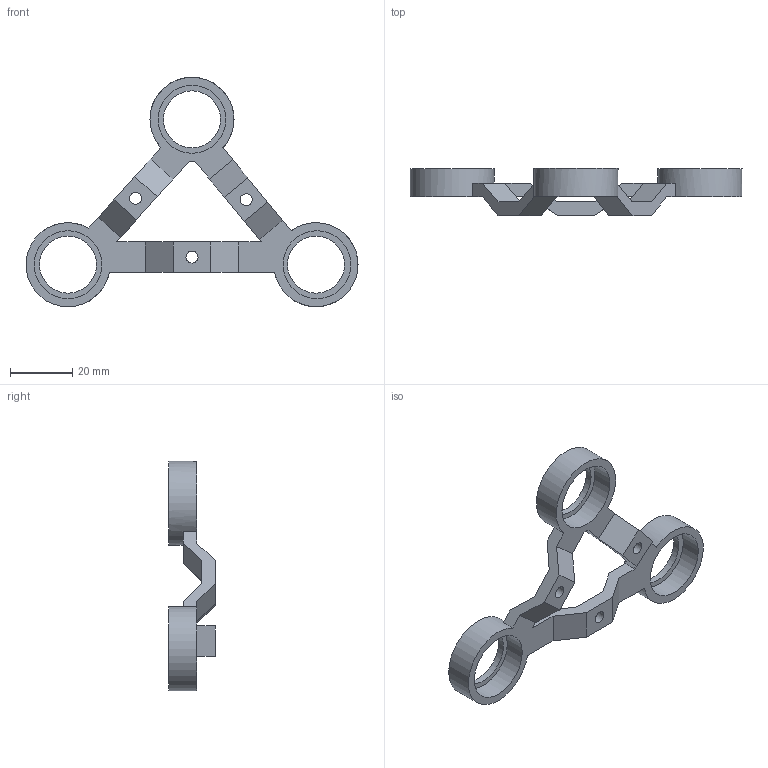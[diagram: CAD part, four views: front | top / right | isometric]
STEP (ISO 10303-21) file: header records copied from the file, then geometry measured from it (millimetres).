
FILE_DESCRIPTION(/* description */ (''),/* implementation_level */ '2;1');
FILE_NAME(/* name */ 'bearing-linkage.step',/* time_stamp */ '2021-12-03T11:30:32-05:00',/* author */ (''),/* organization */ (''),/* preprocessor_version */ 'ST-DEVELOPER v18.1',/* originating_system */ 'Autodesk Translation Framework v10.10.0.1391',/* authorisation */ '');
FILE_SCHEMA (('AUTOMOTIVE_DESIGN { 1 0 10303 214 3 1 1 }'));
Length unit declared in the file: millimetre
Products named in the file (1): bearings
Bounding box: 106.7 x 15.1 x 73.71 mm (x, y, z)
Volume: 11147.8 mm3; surface area: 9447.7 mm2
Topology: 1 solids, 1 shells, 49 faces, 138 edges, 92 vertices
Faces by surface type: plane 37, cylinder 12
Full cylindrical faces by diameter (mm): 3.86 x3, 18.3 x3, 21.8 x3, 27 x3
Entity records: 1645 total; most frequent: CARTESIAN_POINT 280, ORIENTED_EDGE 276, DIRECTION 270, EDGE_CURVE 138, LINE 106, VECTOR 106, VERTEX_POINT 92, AXIS2_PLACEMENT_3D 82
